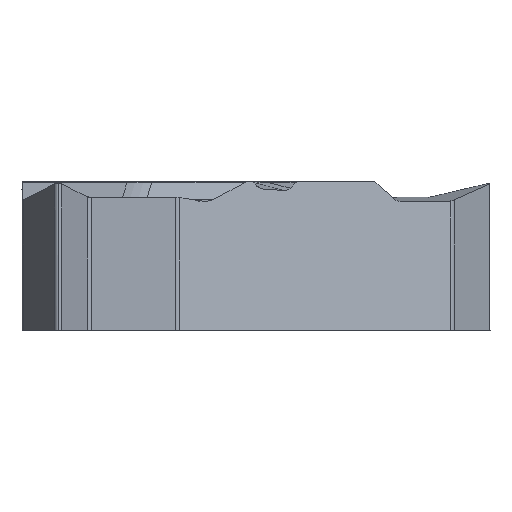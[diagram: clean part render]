
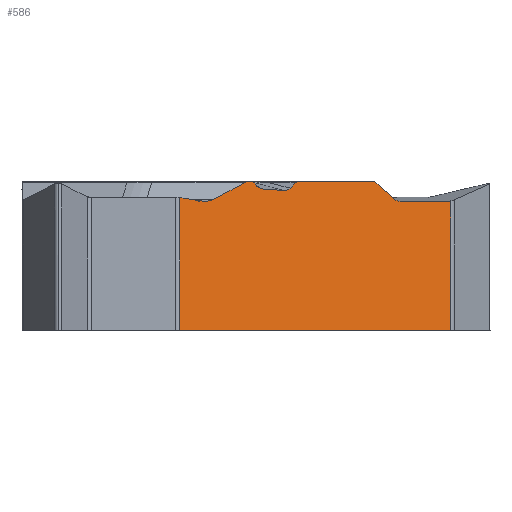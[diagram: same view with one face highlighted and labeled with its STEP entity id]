
A CAD part, front view. The second image highlights one B-rep face of the part: STEP entity #586.
In plain terms, the highlighted planar face has unit normal (0.5, -0.866, 0).
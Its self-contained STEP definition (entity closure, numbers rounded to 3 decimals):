
#62=PLANE('',#2004);
#105=FACE_OUTER_BOUND('',#750,.T.);
#212=ELLIPSE('',#1997,0.264,0.25);
#213=ELLIPSE('',#1998,0.29,0.25);
#214=ELLIPSE('',#1999,0.166,0.15);
#215=ELLIPSE('',#2000,0.167,0.15);
#216=ELLIPSE('',#2001,0.15,0.15);
#217=ELLIPSE('',#2002,0.269,0.15);
#218=ELLIPSE('',#2003,0.459,0.25);
#292=LINE('',#3256,#451);
#293=LINE('',#3259,#452);
#294=LINE('',#3261,#453);
#295=LINE('',#3265,#454);
#296=LINE('',#3269,#455);
#297=LINE('',#3273,#456);
#298=LINE('',#3277,#457);
#299=LINE('',#3290,#458);
#300=LINE('',#3306,#459);
#301=LINE('',#3310,#460);
#302=LINE('',#3314,#461);
#303=LINE('',#3318,#462);
#304=LINE('',#3320,#463);
#451=VECTOR('',#2277,1.);
#452=VECTOR('',#2278,1.);
#453=VECTOR('',#2279,1.);
#454=VECTOR('',#2282,1.);
#455=VECTOR('',#2285,1.);
#456=VECTOR('',#2288,1.);
#457=VECTOR('',#2291,1.);
#458=VECTOR('',#2292,1.);
#459=VECTOR('',#2293,1.);
#460=VECTOR('',#2296,1.);
#461=VECTOR('',#2299,1.);
#462=VECTOR('',#2302,1.);
#463=VECTOR('',#2303,1.);
#586=ADVANCED_FACE('',(#105),#62,.F.);
#750=EDGE_LOOP('',(#930,#931,#932,#933,#934,#935,#936,#937,#938,#939,#940,
#941,#942,#943,#944,#945,#946,#947,#948,#949,#950,#951));
#930=ORIENTED_EDGE('',*,*,#1655,.F.);
#931=ORIENTED_EDGE('',*,*,#1656,.T.);
#932=ORIENTED_EDGE('',*,*,#1657,.T.);
#933=ORIENTED_EDGE('',*,*,#1658,.T.);
#934=ORIENTED_EDGE('',*,*,#1659,.F.);
#935=ORIENTED_EDGE('',*,*,#1660,.T.);
#936=ORIENTED_EDGE('',*,*,#1661,.T.);
#937=ORIENTED_EDGE('',*,*,#1662,.F.);
#938=ORIENTED_EDGE('',*,*,#1663,.F.);
#939=ORIENTED_EDGE('',*,*,#1664,.F.);
#940=ORIENTED_EDGE('',*,*,#1665,.T.);
#941=ORIENTED_EDGE('',*,*,#1666,.T.);
#942=ORIENTED_EDGE('',*,*,#1667,.T.);
#943=ORIENTED_EDGE('',*,*,#1668,.T.);
#944=ORIENTED_EDGE('',*,*,#1669,.T.);
#945=ORIENTED_EDGE('',*,*,#1670,.F.);
#946=ORIENTED_EDGE('',*,*,#1671,.F.);
#947=ORIENTED_EDGE('',*,*,#1672,.F.);
#948=ORIENTED_EDGE('',*,*,#1673,.F.);
#949=ORIENTED_EDGE('',*,*,#1674,.T.);
#950=ORIENTED_EDGE('',*,*,#1675,.T.);
#951=ORIENTED_EDGE('',*,*,#1676,.T.);
#1466=VERTEX_POINT('',#3257);
#1467=VERTEX_POINT('',#3258);
#1468=VERTEX_POINT('',#3260);
#1469=VERTEX_POINT('',#3262);
#1470=VERTEX_POINT('',#3264);
#1471=VERTEX_POINT('',#3266);
#1472=VERTEX_POINT('',#3268);
#1473=VERTEX_POINT('',#3270);
#1474=VERTEX_POINT('',#3272);
#1475=VERTEX_POINT('',#3274);
#1476=VERTEX_POINT('',#3276);
#1477=VERTEX_POINT('',#3278);
#1478=VERTEX_POINT('',#3289);
#1479=VERTEX_POINT('',#3291);
#1480=VERTEX_POINT('',#3305);
#1481=VERTEX_POINT('',#3307);
#1482=VERTEX_POINT('',#3309);
#1483=VERTEX_POINT('',#3311);
#1484=VERTEX_POINT('',#3313);
#1485=VERTEX_POINT('',#3315);
#1486=VERTEX_POINT('',#3317);
#1487=VERTEX_POINT('',#3319);
#1655=EDGE_CURVE('',#1466,#1467,#292,.T.);
#1656=EDGE_CURVE('',#1466,#1468,#293,.T.);
#1657=EDGE_CURVE('',#1468,#1469,#294,.T.);
#1658=EDGE_CURVE('',#1469,#1470,#212,.T.);
#1659=EDGE_CURVE('',#1471,#1470,#295,.T.);
#1660=EDGE_CURVE('',#1471,#1472,#213,.T.);
#1661=EDGE_CURVE('',#1472,#1473,#296,.T.);
#1662=EDGE_CURVE('',#1474,#1473,#214,.T.);
#1663=EDGE_CURVE('',#1475,#1474,#297,.T.);
#1664=EDGE_CURVE('',#1476,#1475,#215,.T.);
#1665=EDGE_CURVE('',#1476,#1477,#298,.T.);
#1666=EDGE_CURVE('',#1477,#1478,#1923,.T.);
#1667=EDGE_CURVE('',#1478,#1479,#299,.T.);
#1668=EDGE_CURVE('',#1479,#1480,#1924,.T.);
#1669=EDGE_CURVE('',#1480,#1481,#300,.T.);
#1670=EDGE_CURVE('',#1482,#1481,#216,.T.);
#1671=EDGE_CURVE('',#1483,#1482,#301,.T.);
#1672=EDGE_CURVE('',#1484,#1483,#217,.T.);
#1673=EDGE_CURVE('',#1485,#1484,#302,.T.);
#1674=EDGE_CURVE('',#1485,#1486,#218,.T.);
#1675=EDGE_CURVE('',#1486,#1487,#303,.T.);
#1676=EDGE_CURVE('',#1487,#1467,#304,.T.);
#1923=B_SPLINE_CURVE_WITH_KNOTS('',3,(#3279,#3280,#3281,#3282,#3283,#3284,
#3285,#3286,#3287,#3288),.UNSPECIFIED.,.F.,.F.,(4,3,3,4),(0.,0.474,
0.706,1.),.UNSPECIFIED.);
#1924=B_SPLINE_CURVE_WITH_KNOTS('',3,(#3292,#3293,#3294,#3295,#3296,#3297,
#3298,#3299,#3300,#3301,#3302,#3303,#3304),.UNSPECIFIED.,.F.,.F.,(4,3,3,
3,4),(0.,0.25,0.499,0.746,1.),
 .UNSPECIFIED.);
#1997=AXIS2_PLACEMENT_3D('',#3263,#2280,#2281);
#1998=AXIS2_PLACEMENT_3D('',#3267,#2283,#2284);
#1999=AXIS2_PLACEMENT_3D('',#3271,#2286,#2287);
#2000=AXIS2_PLACEMENT_3D('',#3275,#2289,#2290);
#2001=AXIS2_PLACEMENT_3D('',#3308,#2294,#2295);
#2002=AXIS2_PLACEMENT_3D('',#3312,#2297,#2298);
#2003=AXIS2_PLACEMENT_3D('',#3316,#2300,#2301);
#2004=AXIS2_PLACEMENT_3D('',#3321,#2304,#2305);
#2277=DIRECTION('',(-0.866,-0.5,0.));
#2278=DIRECTION('',(0.,0.,1.));
#2279=DIRECTION('',(-0.837,-0.483,-0.259));
#2280=DIRECTION('',(-0.5,0.866,0.));
#2281=DIRECTION('',(-0.837,-0.483,-0.259));
#2282=DIRECTION('',(0.866,0.5,0.));
#2283=DIRECTION('',(-0.5,0.866,0.));
#2284=DIRECTION('',(-0.856,-0.494,0.149));
#2285=DIRECTION('',(-0.689,-0.398,0.605));
#2286=DIRECTION('',(-0.5,0.866,0.));
#2287=DIRECTION('',(-0.866,-0.5,0.));
#2288=DIRECTION('',(0.866,0.5,0.));
#2289=DIRECTION('',(-0.5,0.866,0.));
#2290=DIRECTION('',(-0.866,-0.5,0.));
#2291=DIRECTION('',(-0.687,-0.397,-0.608));
#2292=DIRECTION('',(-0.865,-0.499,0.049));
#2293=DIRECTION('',(-0.656,-0.378,0.653));
#2294=DIRECTION('',(-0.5,0.866,0.));
#2295=DIRECTION('',(0.866,0.5,0.));
#2296=DIRECTION('',(0.866,0.5,0.));
#2297=DIRECTION('',(-0.5,0.866,0.));
#2298=DIRECTION('',(-0.866,-0.5,0.));
#2299=DIRECTION('',(0.784,0.453,0.424));
#2300=DIRECTION('',(-0.5,0.866,0.));
#2301=DIRECTION('',(0.866,0.5,0.017));
#2302=DIRECTION('',(-0.858,-0.496,0.133));
#2303=DIRECTION('',(0.,0.,-1.));
#2304=DIRECTION('',(-0.5,0.866,0.));
#2305=DIRECTION('',(-0.866,-0.5,0.));
#3256=CARTESIAN_POINT('',(8.733,-0.457,-3.97));
#3257=CARTESIAN_POINT('',(7.055,-1.426,-3.97));
#3258=CARTESIAN_POINT('',(-0.412,-5.737,-3.97));
#3259=CARTESIAN_POINT('',(7.055,-1.426,0.08));
#3260=CARTESIAN_POINT('',(7.055,-1.426,-0.403));
#3261=CARTESIAN_POINT('',(-3.128,-7.305,-3.554));
#3262=CARTESIAN_POINT('',(7.031,-1.44,-0.411));
#3263=CARTESIAN_POINT('',(6.975,-1.472,-0.169));
#3264=CARTESIAN_POINT('',(6.969,-1.476,-0.42));
#3265=CARTESIAN_POINT('',(-3.971,-7.792,-0.42));
#3266=CARTESIAN_POINT('',(5.672,-2.224,-0.42));
#3267=CARTESIAN_POINT('',(5.661,-2.231,-0.169));
#3268=CARTESIAN_POINT('',(5.501,-2.323,-0.355));
#3269=CARTESIAN_POINT('',(-0.682,-5.893,5.074));
#3270=CARTESIAN_POINT('',(4.989,-2.619,0.095));
#3271=CARTESIAN_POINT('',(4.897,-2.672,-0.02));
#3272=CARTESIAN_POINT('',(4.897,-2.672,0.13));
#3273=CARTESIAN_POINT('',(-3.971,-7.792,0.13));
#3274=CARTESIAN_POINT('',(2.884,-3.834,0.13));
#3275=CARTESIAN_POINT('',(2.884,-3.834,-0.02));
#3276=CARTESIAN_POINT('',(2.79,-3.888,0.094));
#3277=CARTESIAN_POINT('',(-1.476,-6.352,-3.68));
#3278=CARTESIAN_POINT('',(2.626,-3.983,-0.051));
#3279=CARTESIAN_POINT('',(2.626,-3.983,-0.051));
#3280=CARTESIAN_POINT('',(2.603,-3.996,-0.071));
#3281=CARTESIAN_POINT('',(2.577,-4.011,-0.087));
#3282=CARTESIAN_POINT('',(2.55,-4.027,-0.097));
#3283=CARTESIAN_POINT('',(2.536,-4.035,-0.102));
#3284=CARTESIAN_POINT('',(2.522,-4.043,-0.106));
#3285=CARTESIAN_POINT('',(2.508,-4.051,-0.108));
#3286=CARTESIAN_POINT('',(2.49,-4.061,-0.112));
#3287=CARTESIAN_POINT('',(2.472,-4.072,-0.113));
#3288=CARTESIAN_POINT('',(2.454,-4.082,-0.112));
#3289=CARTESIAN_POINT('',(2.454,-4.082,-0.112));
#3290=CARTESIAN_POINT('',(8.711,-0.47,-0.463));
#3291=CARTESIAN_POINT('',(1.894,-4.406,-0.08));
#3292=CARTESIAN_POINT('',(1.894,-4.406,-0.08));
#3293=CARTESIAN_POINT('',(1.878,-4.415,-0.079));
#3294=CARTESIAN_POINT('',(1.863,-4.424,-0.077));
#3295=CARTESIAN_POINT('',(1.847,-4.433,-0.073));
#3296=CARTESIAN_POINT('',(1.832,-4.442,-0.069));
#3297=CARTESIAN_POINT('',(1.817,-4.45,-0.064));
#3298=CARTESIAN_POINT('',(1.802,-4.459,-0.057));
#3299=CARTESIAN_POINT('',(1.788,-4.467,-0.05));
#3300=CARTESIAN_POINT('',(1.774,-4.475,-0.042));
#3301=CARTESIAN_POINT('',(1.761,-4.483,-0.033));
#3302=CARTESIAN_POINT('',(1.747,-4.491,-0.023));
#3303=CARTESIAN_POINT('',(1.734,-4.498,-0.012));
#3304=CARTESIAN_POINT('',(1.722,-4.505,0.));
#3305=CARTESIAN_POINT('',(1.722,-4.505,0.));
#3306=CARTESIAN_POINT('',(5.705,-2.205,-3.971));
#3307=CARTESIAN_POINT('',(1.628,-4.559,0.094));
#3308=CARTESIAN_POINT('',(1.543,-4.608,-0.02));
#3309=CARTESIAN_POINT('',(1.543,-4.608,0.13));
#3310=CARTESIAN_POINT('',(8.733,-0.457,0.13));
#3311=CARTESIAN_POINT('',(1.513,-4.626,0.13));
#3312=CARTESIAN_POINT('',(1.513,-4.626,-0.02));
#3313=CARTESIAN_POINT('',(1.364,-4.712,0.095));
#3314=CARTESIAN_POINT('',(7.401,-1.227,3.363));
#3315=CARTESIAN_POINT('',(0.543,-5.186,-0.349));
#3316=CARTESIAN_POINT('',(0.287,-5.333,-0.161));
#3317=CARTESIAN_POINT('',(0.185,-5.393,-0.404));
#3318=CARTESIAN_POINT('',(8.528,-0.576,-1.695));
#3319=CARTESIAN_POINT('',(-0.412,-5.737,-0.312));
#3320=CARTESIAN_POINT('',(-0.412,-5.737,0.08));
#3321=CARTESIAN_POINT('',(8.733,-0.457,0.08));
